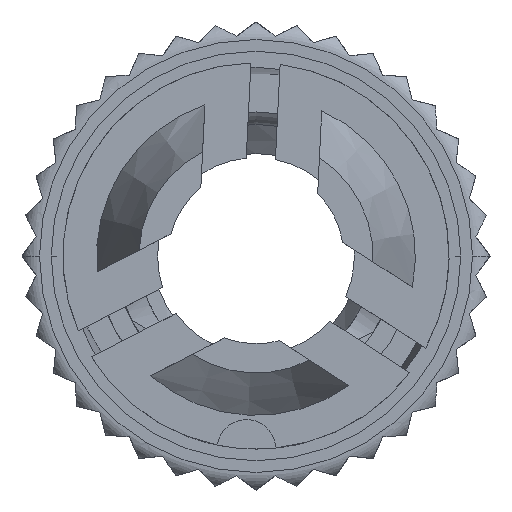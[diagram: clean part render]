
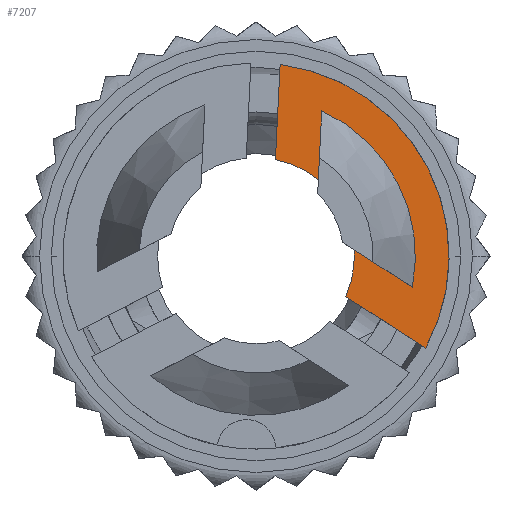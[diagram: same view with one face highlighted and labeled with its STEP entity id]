
A CAD part, left-side view. The second image highlights one B-rep face of the part: STEP entity #7207.
In plain terms, the highlighted face is planar.
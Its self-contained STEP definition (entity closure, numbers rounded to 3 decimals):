
#4693=CARTESIAN_POINT('',(0.,0.,-19.));
#4694=DIRECTION('',(0.,0.,-1.));
#4695=DIRECTION('',(0.433,-0.901,0.));
#4696=AXIS2_PLACEMENT_3D('',#4693,#4694,#4695);
#4745=DIRECTION('',(-1.,0.,0.));
#4746=VECTOR('',#4745,3.254);
#4747=CARTESIAN_POINT('',(-3.327,-0.5,-19.));
#4748=LINE('',#4747,#4746);
#4749=DIRECTION('',(-0.5,0.866,0.));
#4750=VECTOR('',#4749,3.254);
#4751=CARTESIAN_POINT('',(2.858,-5.949,-19.));
#4752=LINE('',#4751,#4750);
#4753=DIRECTION('',(1.,0.,0.));
#4754=VECTOR('',#4753,2.365);
#4755=CARTESIAN_POINT('',(-5.07,-2.,-19.));
#4756=LINE('',#4755,#4754);
#4757=CARTESIAN_POINT('',(0.,0.,-19.));
#4758=DIRECTION('',(0.,0.,-1.));
#4759=DIRECTION('',(-0.804,-0.595,0.));
#4760=AXIS2_PLACEMENT_3D('',#4757,#4758,#4759);
#4888=CARTESIAN_POINT('',(0.,0.,-19.));
#4889=DIRECTION('',(0.,0.,1.));
#4890=DIRECTION('',(-0.113,-0.994,0.));
#4891=AXIS2_PLACEMENT_3D('',#4888,#4889,#4890);
#5256=CARTESIAN_POINT('',(0.,0.,-19.));
#5257=DIRECTION('',(0.,0.,1.));
#5258=DIRECTION('',(-0.93,-0.367,0.));
#5259=AXIS2_PLACEMENT_3D('',#5256,#5257,#5258);
#5836=DIRECTION('',(-0.5,0.866,0.));
#5837=VECTOR('',#5836,2.365);
#5838=CARTESIAN_POINT('',(0.803,-5.391,-19.));
#5839=LINE('',#5838,#5837);
#6242=CARTESIAN_POINT('',(0.803,-5.391,-19.));
#6243=CARTESIAN_POINT('',(-0.38,-3.342,-19.));
#6244=VERTEX_POINT('',#6242);
#6245=VERTEX_POINT('',#6243);
#6246=CARTESIAN_POINT('',(-5.07,-2.,-19.));
#6247=CARTESIAN_POINT('',(-2.705,-2.,-19.));
#6248=VERTEX_POINT('',#6246);
#6249=VERTEX_POINT('',#6247);
#6302=CARTESIAN_POINT('',(-3.327,-0.5,-19.));
#6303=CARTESIAN_POINT('',(-6.581,-0.5,-19.));
#6304=VERTEX_POINT('',#6302);
#6305=VERTEX_POINT('',#6303);
#6314=CARTESIAN_POINT('',(2.858,-5.949,-19.));
#6315=CARTESIAN_POINT('',(1.23,-3.131,-19.));
#6316=VERTEX_POINT('',#6314);
#6317=VERTEX_POINT('',#6315);
#7185=CARTESIAN_POINT('',(0.,0.,-19.));
#7186=DIRECTION('',(0.,0.,-1.));
#7187=DIRECTION('',(0.,-1.,0.));
#7188=AXIS2_PLACEMENT_3D('',#7185,#7186,#7187);
#7189=PLANE('',#7188);
#7191=ORIENTED_EDGE('',*,*,#7190,.T.);
#7192=ORIENTED_EDGE('',*,*,#7097,.F.);
#7194=ORIENTED_EDGE('',*,*,#7193,.T.);
#7196=ORIENTED_EDGE('',*,*,#7195,.F.);
#7198=ORIENTED_EDGE('',*,*,#7197,.F.);
#7200=ORIENTED_EDGE('',*,*,#7199,.F.);
#7202=ORIENTED_EDGE('',*,*,#7201,.T.);
#7204=ORIENTED_EDGE('',*,*,#7203,.T.);
#7205=EDGE_LOOP('',(#7191,#7192,#7194,#7196,#7198,#7200,#7202,#7204));
#7206=FACE_OUTER_BOUND('',#7205,.F.);
#7207=ADVANCED_FACE('',(#7206),#7189,.T.);
#4697=CIRCLE('',#4696,6.6);
#4761=CIRCLE('',#4760,3.364);
#4892=CIRCLE('',#4891,3.364);
#5260=CIRCLE('',#5259,5.45);
#7097=EDGE_CURVE('',#6316,#6305,#4697,.T.);
#7190=EDGE_CURVE('',#6304,#6305,#4748,.T.);
#7193=EDGE_CURVE('',#6316,#6317,#4752,.T.);
#7195=EDGE_CURVE('',#6245,#6317,#4892,.T.);
#7197=EDGE_CURVE('',#6244,#6245,#5839,.T.);
#7199=EDGE_CURVE('',#6248,#6244,#5260,.T.);
#7201=EDGE_CURVE('',#6248,#6249,#4756,.T.);
#7203=EDGE_CURVE('',#6249,#6304,#4761,.T.);
